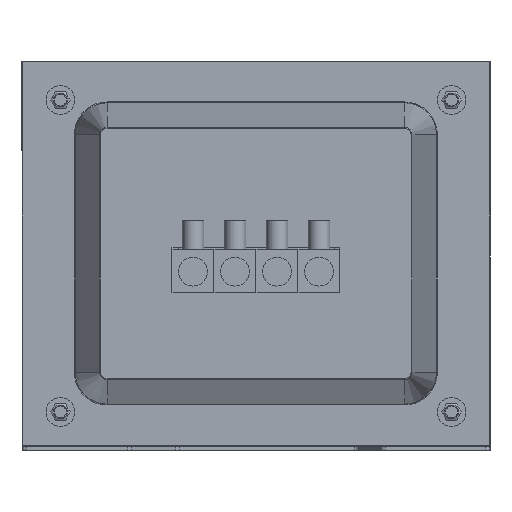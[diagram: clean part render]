
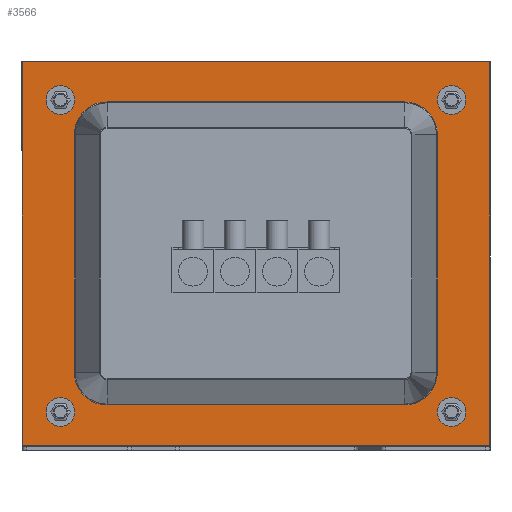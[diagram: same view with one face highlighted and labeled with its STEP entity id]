
A CAD part, front view. The second image highlights one B-rep face of the part: STEP entity #3566.
In plain terms, the highlighted face is planar.
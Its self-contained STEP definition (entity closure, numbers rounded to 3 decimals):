
#279=FACE_BOUND('',#806,.T.);
#280=FACE_BOUND('',#807,.T.);
#281=FACE_BOUND('',#808,.T.);
#282=FACE_BOUND('',#809,.T.);
#283=FACE_BOUND('',#810,.T.);
#351=CIRCLE('',#3966,4.5);
#353=CIRCLE('',#3969,4.5);
#355=CIRCLE('',#3972,4.5);
#357=CIRCLE('',#3975,4.5);
#388=CIRCLE('',#4030,13.683);
#390=CIRCLE('',#4033,13.683);
#395=CIRCLE('',#4041,13.683);
#397=CIRCLE('',#4044,13.683);
#584=FACE_OUTER_BOUND('',#805,.T.);
#805=EDGE_LOOP('',(#2750,#2751,#2752,#2753));
#806=EDGE_LOOP('',(#2754));
#807=EDGE_LOOP('',(#2755));
#808=EDGE_LOOP('',(#2756));
#809=EDGE_LOOP('',(#2757));
#810=EDGE_LOOP('',(#2758,#2759,#2760,#2761,#2762,#2763,#2764,#2765));
#1044=LINE('',#5679,#1334);
#1045=LINE('',#5682,#1335);
#1095=LINE('',#5855,#1385);
#1097=LINE('',#5869,#1387);
#1098=LINE('',#5873,#1388);
#1099=LINE('',#5887,#1389);
#1102=LINE('',#5893,#1392);
#1103=LINE('',#5894,#1393);
#1334=VECTOR('',#4555,10.);
#1335=VECTOR('',#4558,10.);
#1385=VECTOR('',#4742,10.);
#1387=VECTOR('',#4760,10.);
#1388=VECTOR('',#4765,10.);
#1389=VECTOR('',#4784,10.);
#1392=VECTOR('',#4791,10.);
#1393=VECTOR('',#4792,10.);
#1615=VERTEX_POINT('',#5670);
#1616=VERTEX_POINT('',#5674);
#1617=VERTEX_POINT('',#5681);
#1627=VERTEX_POINT('',#5711);
#1629=VERTEX_POINT('',#5717);
#1631=VERTEX_POINT('',#5723);
#1633=VERTEX_POINT('',#5729);
#1672=VERTEX_POINT('',#5851);
#1673=VERTEX_POINT('',#5853);
#1674=VERTEX_POINT('',#5857);
#1675=VERTEX_POINT('',#5861);
#1676=VERTEX_POINT('',#5865);
#1678=VERTEX_POINT('',#5871);
#1679=VERTEX_POINT('',#5875);
#1682=VERTEX_POINT('',#5882);
#1683=VERTEX_POINT('',#5892);
#1965=EDGE_CURVE('',#1615,#1616,#1044,.T.);
#1966=EDGE_CURVE('',#1615,#1617,#1045,.T.);
#1981=EDGE_CURVE('',#1627,#1627,#351,.T.);
#1984=EDGE_CURVE('',#1629,#1629,#353,.T.);
#1987=EDGE_CURVE('',#1631,#1631,#355,.T.);
#1990=EDGE_CURVE('',#1633,#1633,#357,.T.);
#2052=EDGE_CURVE('',#1673,#1672,#1095,.T.);
#2054=EDGE_CURVE('',#1672,#1674,#388,.T.);
#2056=EDGE_CURVE('',#1675,#1673,#390,.T.);
#2059=EDGE_CURVE('',#1674,#1676,#1097,.T.);
#2061=EDGE_CURVE('',#1678,#1675,#1098,.T.);
#2064=EDGE_CURVE('',#1676,#1679,#395,.T.);
#2066=EDGE_CURVE('',#1682,#1678,#397,.T.);
#2068=EDGE_CURVE('',#1679,#1682,#1099,.T.);
#2071=EDGE_CURVE('',#1683,#1616,#1102,.T.);
#2072=EDGE_CURVE('',#1617,#1683,#1103,.T.);
#2750=ORIENTED_EDGE('',*,*,#1965,.T.);
#2751=ORIENTED_EDGE('',*,*,#2071,.F.);
#2752=ORIENTED_EDGE('',*,*,#2072,.F.);
#2753=ORIENTED_EDGE('',*,*,#1966,.F.);
#2754=ORIENTED_EDGE('',*,*,#1981,.T.);
#2755=ORIENTED_EDGE('',*,*,#1984,.T.);
#2756=ORIENTED_EDGE('',*,*,#1987,.T.);
#2757=ORIENTED_EDGE('',*,*,#1990,.T.);
#2758=ORIENTED_EDGE('',*,*,#2052,.F.);
#2759=ORIENTED_EDGE('',*,*,#2056,.F.);
#2760=ORIENTED_EDGE('',*,*,#2061,.F.);
#2761=ORIENTED_EDGE('',*,*,#2066,.F.);
#2762=ORIENTED_EDGE('',*,*,#2068,.F.);
#2763=ORIENTED_EDGE('',*,*,#2064,.F.);
#2764=ORIENTED_EDGE('',*,*,#2059,.F.);
#2765=ORIENTED_EDGE('',*,*,#2054,.F.);
#3332=PLANE('',#4048);
#3566=ADVANCED_FACE('',(#584,#279,#280,#281,#282,#283),#3332,.T.);
#3966=AXIS2_PLACEMENT_3D('',#5712,#4583,#4584);
#3969=AXIS2_PLACEMENT_3D('',#5718,#4590,#4591);
#3972=AXIS2_PLACEMENT_3D('',#5724,#4597,#4598);
#3975=AXIS2_PLACEMENT_3D('',#5730,#4604,#4605);
#4030=AXIS2_PLACEMENT_3D('',#5859,#4747,#4748);
#4033=AXIS2_PLACEMENT_3D('',#5863,#4753,#4754);
#4041=AXIS2_PLACEMENT_3D('',#5879,#4772,#4773);
#4044=AXIS2_PLACEMENT_3D('',#5884,#4778,#4779);
#4048=AXIS2_PLACEMENT_3D('',#5891,#4789,#4790);
#4555=DIRECTION('',(0.,0.,-1.));
#4558=DIRECTION('',(-1.,0.,0.));
#4583=DIRECTION('center_axis',(0.,-1.,0.));
#4584=DIRECTION('ref_axis',(-1.,0.,0.));
#4590=DIRECTION('center_axis',(0.,-1.,0.));
#4591=DIRECTION('ref_axis',(-1.,0.,0.));
#4597=DIRECTION('center_axis',(0.,-1.,0.));
#4598=DIRECTION('ref_axis',(-1.,0.,0.));
#4604=DIRECTION('center_axis',(0.,-1.,0.));
#4605=DIRECTION('ref_axis',(-1.,0.,0.));
#4742=DIRECTION('',(0.,0.,1.));
#4747=DIRECTION('center_axis',(0.,1.,0.));
#4748=DIRECTION('ref_axis',(-0.707,0.,0.707));
#4753=DIRECTION('center_axis',(0.,1.,0.));
#4754=DIRECTION('ref_axis',(-0.707,0.,-0.707));
#4760=DIRECTION('',(1.,0.,0.));
#4765=DIRECTION('',(-1.,0.,0.));
#4772=DIRECTION('center_axis',(0.,1.,0.));
#4773=DIRECTION('ref_axis',(0.707,0.,0.707));
#4778=DIRECTION('center_axis',(0.,1.,0.));
#4779=DIRECTION('ref_axis',(0.707,0.,-0.707));
#4784=DIRECTION('',(0.,0.,-1.));
#4789=DIRECTION('center_axis',(0.,1.,0.));
#4790=DIRECTION('ref_axis',(0.,0.,1.));
#4791=DIRECTION('',(1.,0.,0.));
#4792=DIRECTION('',(0.,0.,-1.));
#5670=CARTESIAN_POINT('',(-2.,1.5,195.));
#5674=CARTESIAN_POINT('',(-2.,1.5,0.));
#5679=CARTESIAN_POINT('',(-2.,1.5,48.75));
#5681=CARTESIAN_POINT('',(-162.,1.5,195.));
#5682=CARTESIAN_POINT('',(-162.,1.5,195.));
#5711=CARTESIAN_POINT('',(-141.5,1.5,179.));
#5712=CARTESIAN_POINT('Origin',(-146.,1.5,179.));
#5717=CARTESIAN_POINT('',(-11.5,1.5,16.));
#5718=CARTESIAN_POINT('Origin',(-16.,1.5,16.));
#5723=CARTESIAN_POINT('',(-11.5,1.5,179.));
#5724=CARTESIAN_POINT('Origin',(-16.,1.5,179.));
#5729=CARTESIAN_POINT('',(-141.5,1.5,16.));
#5730=CARTESIAN_POINT('Origin',(-146.,1.5,16.));
#5851=CARTESIAN_POINT('',(-145.193,1.5,159.533));
#5853=CARTESIAN_POINT('',(-145.193,1.5,35.629));
#5855=CARTESIAN_POINT('',(-145.193,1.5,66.564));
#5857=CARTESIAN_POINT('',(-131.51,1.5,173.216));
#5859=CARTESIAN_POINT('Origin',(-131.51,1.5,159.533));
#5861=CARTESIAN_POINT('',(-131.51,1.5,21.946));
#5863=CARTESIAN_POINT('Origin',(-131.51,1.5,35.629));
#5865=CARTESIAN_POINT('',(-32.606,1.5,173.216));
#5869=CARTESIAN_POINT('',(-106.255,1.5,173.216));
#5871=CARTESIAN_POINT('',(-32.606,1.5,21.946));
#5873=CARTESIAN_POINT('',(-56.803,1.5,21.946));
#5875=CARTESIAN_POINT('',(-18.923,1.5,159.533));
#5879=CARTESIAN_POINT('Origin',(-32.606,1.5,159.533));
#5882=CARTESIAN_POINT('',(-18.923,1.5,35.629));
#5884=CARTESIAN_POINT('Origin',(-32.606,1.5,35.629));
#5887=CARTESIAN_POINT('',(-18.923,1.5,128.516));
#5891=CARTESIAN_POINT('Origin',(-81.,1.5,97.5));
#5892=CARTESIAN_POINT('',(-162.,1.5,0.));
#5893=CARTESIAN_POINT('',(0.,1.5,0.));
#5894=CARTESIAN_POINT('',(-162.,1.5,0.));
